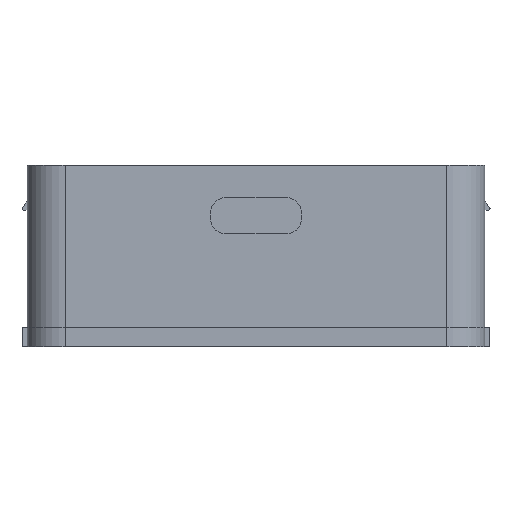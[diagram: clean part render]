
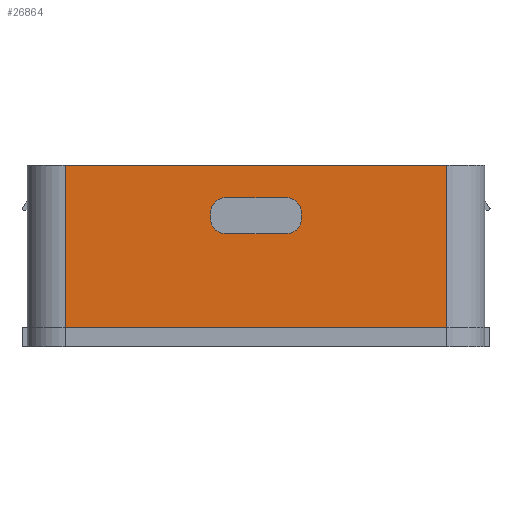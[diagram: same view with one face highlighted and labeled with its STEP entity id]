
A CAD part, left-side view. The second image highlights one B-rep face of the part: STEP entity #26864.
In plain terms, the highlighted planar face has unit normal (-1, 0, 0).
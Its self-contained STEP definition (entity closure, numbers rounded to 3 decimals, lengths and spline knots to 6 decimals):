
#2371=CIRCLE('',#28969,0.00158);
#2372=CIRCLE('',#28970,0.00158);
#2373=CIRCLE('',#28971,0.00158);
#2374=CIRCLE('',#28972,0.00158);
#5589=ORIENTED_EDGE('',*,*,#12845,.F.);
#5590=ORIENTED_EDGE('',*,*,#12846,.F.);
#5591=ORIENTED_EDGE('',*,*,#12847,.T.);
#5592=ORIENTED_EDGE('',*,*,#12848,.F.);
#5593=ORIENTED_EDGE('',*,*,#12849,.T.);
#5594=ORIENTED_EDGE('',*,*,#12850,.F.);
#5595=ORIENTED_EDGE('',*,*,#12851,.T.);
#5596=ORIENTED_EDGE('',*,*,#12852,.F.);
#5597=ORIENTED_EDGE('',*,*,#12844,.T.);
#5598=ORIENTED_EDGE('',*,*,#12840,.T.);
#5599=ORIENTED_EDGE('',*,*,#12853,.F.);
#5600=ORIENTED_EDGE('',*,*,#12412,.F.);
#12412=EDGE_CURVE('',#16254,#16255,#18765,.T.);
#12840=EDGE_CURVE('',#16623,#16622,#18958,.T.);
#12844=EDGE_CURVE('',#16254,#16623,#18961,.T.);
#12845=EDGE_CURVE('',#16625,#16626,#18962,.T.);
#12846=EDGE_CURVE('',#16627,#16625,#2371,.T.);
#12847=EDGE_CURVE('',#16627,#16628,#18963,.T.);
#12848=EDGE_CURVE('',#16629,#16628,#2372,.T.);
#12849=EDGE_CURVE('',#16629,#16630,#18964,.T.);
#12850=EDGE_CURVE('',#16631,#16630,#2373,.T.);
#12851=EDGE_CURVE('',#16631,#16632,#18965,.T.);
#12852=EDGE_CURVE('',#16626,#16632,#2374,.T.);
#12853=EDGE_CURVE('',#16255,#16622,#18966,.T.);
#16254=VERTEX_POINT('',#39915);
#16255=VERTEX_POINT('',#39917);
#16622=VERTEX_POINT('',#40968);
#16623=VERTEX_POINT('',#40970);
#16625=VERTEX_POINT('',#40979);
#16626=VERTEX_POINT('',#40980);
#16627=VERTEX_POINT('',#40982);
#16628=VERTEX_POINT('',#40984);
#16629=VERTEX_POINT('',#40986);
#16630=VERTEX_POINT('',#40988);
#16631=VERTEX_POINT('',#40990);
#16632=VERTEX_POINT('',#40992);
#18765=LINE('',#39916,#20986);
#18958=LINE('',#40969,#21179);
#18961=LINE('',#40976,#21182);
#18962=LINE('',#40978,#21183);
#18963=LINE('',#40983,#21184);
#18964=LINE('',#40987,#21185);
#18965=LINE('',#40991,#21186);
#18966=LINE('',#40994,#21187);
#20986=VECTOR('',#31392,1.);
#21179=VECTOR('',#31985,1.);
#21182=VECTOR('',#31992,1.);
#21183=VECTOR('',#31995,1.);
#21184=VECTOR('',#31998,1.);
#21185=VECTOR('',#32001,1.);
#21186=VECTOR('',#32004,1.);
#21187=VECTOR('',#32007,1.);
#23085=EDGE_LOOP('',(#5589,#5590,#5591,#5592,#5593,#5594,#5595,#5596));
#23086=EDGE_LOOP('',(#5597,#5598,#5599,#5600));
#24727=FACE_BOUND('',#23085,.T.);
#24728=FACE_BOUND('',#23086,.T.);
#26092=PLANE('',#28968);
#26864=ADVANCED_FACE('',(#24727,#24728),#26092,.F.);
#28968=AXIS2_PLACEMENT_3D('',#40977,#31993,#31994);
#28969=AXIS2_PLACEMENT_3D('',#40981,#31996,#31997);
#28970=AXIS2_PLACEMENT_3D('',#40985,#31999,#32000);
#28971=AXIS2_PLACEMENT_3D('',#40989,#32002,#32003);
#28972=AXIS2_PLACEMENT_3D('',#40993,#32005,#32006);
#31392=DIRECTION('',(0.,-1.,0.));
#31985=DIRECTION('',(0.,-1.,0.));
#31992=DIRECTION('',(0.,0.,-1.));
#31993=DIRECTION('',(1.,0.,0.));
#31994=DIRECTION('',(0.,1.,0.));
#31995=DIRECTION('',(0.,0.,-1.));
#31996=DIRECTION('',(-1.,0.,0.));
#31997=DIRECTION('',(0.,-1.,0.));
#31998=DIRECTION('',(0.,-1.,0.));
#31999=DIRECTION('',(-1.,0.,0.));
#32000=DIRECTION('',(0.,-1.,0.));
#32001=DIRECTION('',(0.,0.,-1.));
#32002=DIRECTION('',(-1.,0.,0.));
#32003=DIRECTION('',(0.,-1.,0.));
#32004=DIRECTION('',(0.,1.,0.));
#32005=DIRECTION('',(-1.,0.,0.));
#32006=DIRECTION('',(0.,-1.,0.));
#32007=DIRECTION('',(0.,0.,-1.));
#39915=CARTESIAN_POINT('',(-0.00568,0.01182,0.008634));
#39916=CARTESIAN_POINT('',(-0.00568,-0.00818,0.008634));
#39917=CARTESIAN_POINT('',(-0.00568,-0.02818,0.008634));
#40968=CARTESIAN_POINT('',(-0.00568,-0.02818,-0.008366));
#40969=CARTESIAN_POINT('',(-0.00568,-0.00818,-0.008366));
#40970=CARTESIAN_POINT('',(-0.00568,0.01182,-0.008366));
#40976=CARTESIAN_POINT('',(-0.00568,0.01182,0.008634));
#40977=CARTESIAN_POINT('',(-0.00568,-0.00818,0.008634));
#40978=CARTESIAN_POINT('',(-0.00568,-0.00341,0.003364));
#40979=CARTESIAN_POINT('',(-0.00568,-0.00341,0.003664));
#40980=CARTESIAN_POINT('',(-0.00568,-0.00341,0.003064));
#40981=CARTESIAN_POINT('',(-0.00568,-0.00499,0.003664));
#40982=CARTESIAN_POINT('',(-0.00568,-0.00499,0.005244));
#40983=CARTESIAN_POINT('',(-0.00568,-0.00818,0.005244));
#40984=CARTESIAN_POINT('',(-0.00568,-0.01137,0.005244));
#40985=CARTESIAN_POINT('',(-0.00568,-0.01137,0.003664));
#40986=CARTESIAN_POINT('',(-0.00568,-0.01295,0.003664));
#40987=CARTESIAN_POINT('',(-0.00568,-0.01295,0.003364));
#40988=CARTESIAN_POINT('',(-0.00568,-0.01295,0.003064));
#40989=CARTESIAN_POINT('',(-0.00568,-0.01137,0.003064));
#40990=CARTESIAN_POINT('',(-0.00568,-0.01137,0.001484));
#40991=CARTESIAN_POINT('',(-0.00568,-0.00818,0.001484));
#40992=CARTESIAN_POINT('',(-0.00568,-0.00499,0.001484));
#40993=CARTESIAN_POINT('',(-0.00568,-0.00499,0.003064));
#40994=CARTESIAN_POINT('',(-0.00568,-0.02818,0.008634));
